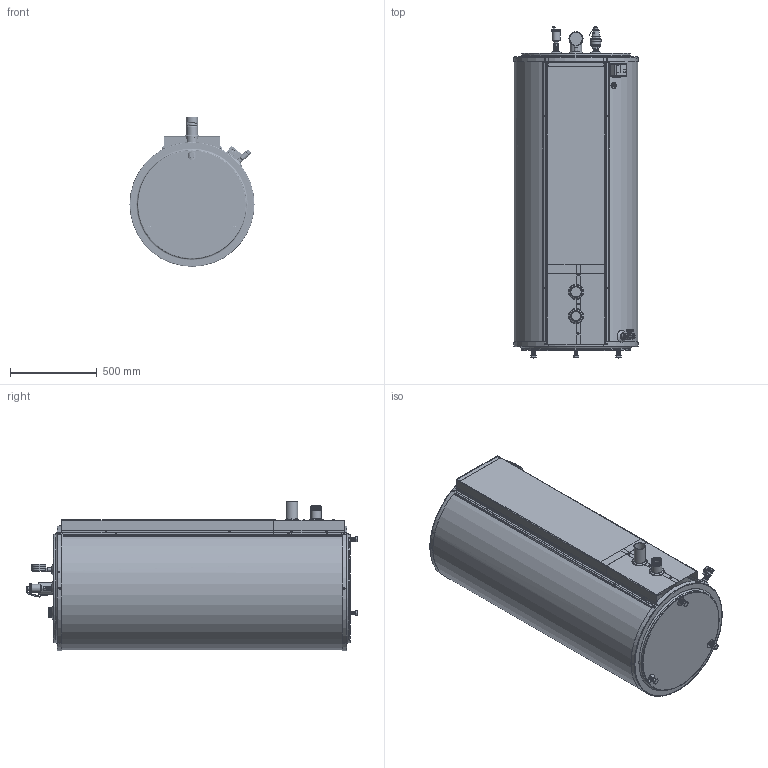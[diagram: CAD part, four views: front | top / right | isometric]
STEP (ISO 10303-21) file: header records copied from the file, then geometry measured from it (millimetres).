
FILE_DESCRIPTION (( 'STEP AP214' ), '1' );
FILE_NAME ('Turbomax 109A (ASME).STEP', '2019-09-26T20:26:04', ( '' ), ( '' ), 'SwSTEP 2.0', 'SolidWorks 2019', '' );
FILE_SCHEMA (( 'AUTOMOTIVE_DESIGN' ));
Length unit declared in the file: inch
Products named in the file (1): Turbomax 109A (ASME)
Bounding box: 722.43 x 1909.79 x 861.18 mm (x, y, z)
Volume: 5624225.6 mm3; surface area: 11250731.5 mm2
Topology: 76 solids, 79 shells, 3040 faces, 6902 edges, 4059 vertices
Faces by surface type: plane 1125, cone 848, cylinder 755, bspline 188, torus 93, sphere 31
Full cylindrical faces by diameter (mm): 2.381 x2, 3.566 x297, 3.969 x1, 4.039 x2, 4.762 x6, 4.763 x5, 4.826 x27, 5.08 x12, 5.105 x12, 5.588 x2, 6.35 x1, 6.858 x1, 7.62 x2, 7.938 x1, 9.474 x27, 9.525 x2, 11.113 x1, 12.065 x1, 12.7 x2, 13.97 x1, 14.097 x1, 14.288 x1, 15.037 x1, 19.05 x59, 20.93 x2, 21.59 x2, 22.225 x1, 23.012 x4, 25.4 x4, 26.67 x2
Entity records: 156121 total; most frequent: CARTESIAN_POINT 54510, DIRECTION 12651, ORIENTED_EDGE 10884, EDGE_CURVE 5442, AXIS2_PLACEMENT_3D 5001, EDGE_LOOP 4611, VERTEX_POINT 3981, FACE_OUTER_BOUND 3617
